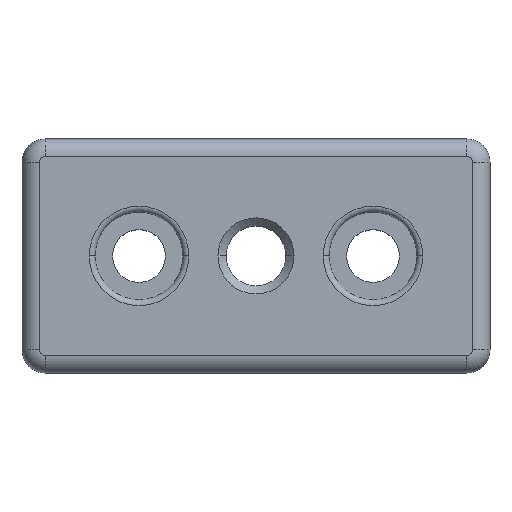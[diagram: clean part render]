
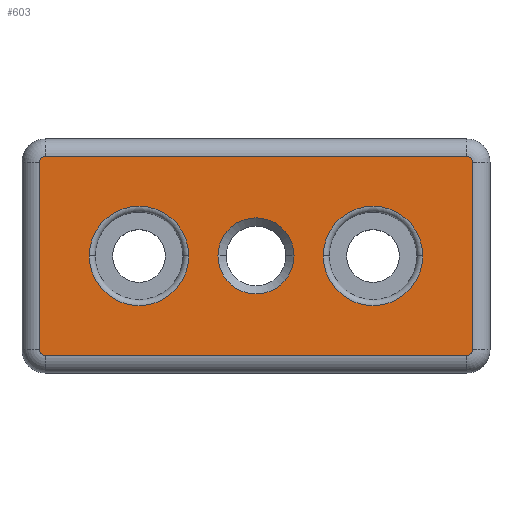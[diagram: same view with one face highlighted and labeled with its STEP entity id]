
A CAD part, top view. The second image highlights one B-rep face of the part: STEP entity #603.
In plain terms, the highlighted planar face has unit normal (0, 0, 1).
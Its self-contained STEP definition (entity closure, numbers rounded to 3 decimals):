
#123 = CARTESIAN_POINT ( 'NONE',  ( -20., 0., 16. ) ) ;
#141 = CARTESIAN_POINT ( 'NONE',  ( 37., -16., 16. ) ) ;
#186 = EDGE_CURVE ( 'NONE', #3783, #2461, #1240, .T. ) ;
#199 = DIRECTION ( 'NONE',  ( 0., 1., 0. ) ) ;
#233 = DIRECTION ( 'NONE',  ( -1., 0., 0. ) ) ;
#324 = CARTESIAN_POINT ( 'NONE',  ( -28.5, 0., 16. ) ) ;
#331 = VERTEX_POINT ( 'NONE', #4345 ) ;
#423 = DIRECTION ( 'NONE',  ( -1., 0., 0. ) ) ;
#438 = CIRCLE ( 'NONE', #1285, 6.5 ) ;
#449 = CARTESIAN_POINT ( 'NONE',  ( -20., 0., 16. ) ) ;
#586 = DIRECTION ( 'NONE',  ( -1., 0., 0. ) ) ;
#603 = ADVANCED_FACE ( 'NONE', ( #3100, #5251, #4028, #2811 ), #2968, .F. ) ;
#605 = CARTESIAN_POINT ( 'NONE',  ( 20., 0., 16. ) ) ;
#685 = LINE ( 'NONE', #1842, #2990 ) ;
#709 = ORIENTED_EDGE ( 'NONE', *, *, #1621, .T. ) ;
#735 = AXIS2_PLACEMENT_3D ( 'NONE', #3912, #1168, #3440 ) ;
#738 = CARTESIAN_POINT ( 'NONE',  ( -36., -17., 16. ) ) ;
#743 = ORIENTED_EDGE ( 'NONE', *, *, #5476, .T. ) ;
#767 = CARTESIAN_POINT ( 'NONE',  ( 40., -17., 16. ) ) ;
#845 = CARTESIAN_POINT ( 'NONE',  ( 20., 0., 16. ) ) ;
#888 = VERTEX_POINT ( 'NONE', #4610 ) ;
#920 = DIRECTION ( 'NONE',  ( -1., 0., 0. ) ) ;
#935 = ORIENTED_EDGE ( 'NONE', *, *, #3493, .T. ) ;
#974 = VERTEX_POINT ( 'NONE', #1591 ) ;
#999 = CARTESIAN_POINT ( 'NONE',  ( -11.5, 0., 16. ) ) ;
#1032 = CIRCLE ( 'NONE', #4364, 8.5 ) ;
#1078 = DIRECTION ( 'NONE',  ( -1., 0., 0. ) ) ;
#1131 = AXIS2_PLACEMENT_3D ( 'NONE', #5648, #3002, #233 ) ;
#1168 = DIRECTION ( 'NONE',  ( 0., 0., 1. ) ) ;
#1169 = LINE ( 'NONE', #767, #5885 ) ;
#1185 = CARTESIAN_POINT ( 'NONE',  ( -36., -16., 16. ) ) ;
#1240 = CIRCLE ( 'NONE', #735, 1. ) ;
#1248 = EDGE_LOOP ( 'NONE', ( #935, #2244 ) ) ;
#1285 = AXIS2_PLACEMENT_3D ( 'NONE', #1331, #4542, #1794 ) ;
#1294 = DIRECTION ( 'NONE',  ( -1., 0., 0. ) ) ;
#1331 = CARTESIAN_POINT ( 'NONE',  ( 0., 0., 16. ) ) ;
#1380 = LINE ( 'NONE', #2963, #3522 ) ;
#1487 = CARTESIAN_POINT ( 'NONE',  ( 11.5, 0., 16. ) ) ;
#1561 = AXIS2_PLACEMENT_3D ( 'NONE', #449, #3671, #920 ) ;
#1591 = CARTESIAN_POINT ( 'NONE',  ( 6.5, 0., 16. ) ) ;
#1621 = EDGE_CURVE ( 'NONE', #5263, #3783, #5521, .T. ) ;
#1643 = DIRECTION ( 'NONE',  ( -1., 0., 0. ) ) ;
#1696 = DIRECTION ( 'NONE',  ( 1., 0., 0. ) ) ;
#1721 = VERTEX_POINT ( 'NONE', #4629 ) ;
#1751 = EDGE_LOOP ( 'NONE', ( #4057, #3463 ) ) ;
#1794 = DIRECTION ( 'NONE',  ( -1., 0., 0. ) ) ;
#1842 = CARTESIAN_POINT ( 'NONE',  ( -37., -20., 16. ) ) ;
#1982 = ORIENTED_EDGE ( 'NONE', *, *, #4070, .T. ) ;
#2042 = DIRECTION ( 'NONE',  ( -1., 0., 0. ) ) ;
#2059 = EDGE_LOOP ( 'NONE', ( #5786, #1982, #3766, #709, #4391, #743, #4059, #5849 ) ) ;
#2083 = DIRECTION ( 'NONE',  ( 0., 0., 1. ) ) ;
#2089 = CIRCLE ( 'NONE', #1561, 8.5 ) ;
#2155 = CARTESIAN_POINT ( 'NONE',  ( 36., 17., 16. ) ) ;
#2174 = CARTESIAN_POINT ( 'NONE',  ( 36., -16., 16. ) ) ;
#2244 = ORIENTED_EDGE ( 'NONE', *, *, #3807, .T. ) ;
#2276 = VERTEX_POINT ( 'NONE', #324 ) ;
#2374 = CARTESIAN_POINT ( 'NONE',  ( -37., 16., 16. ) ) ;
#2425 = CARTESIAN_POINT ( 'NONE',  ( -6.5, 0., 16. ) ) ;
#2461 = VERTEX_POINT ( 'NONE', #2374 ) ;
#2484 = CIRCLE ( 'NONE', #1131, 6.5 ) ;
#2489 = CARTESIAN_POINT ( 'NONE',  ( 40., -20., 16. ) ) ;
#2590 = EDGE_CURVE ( 'NONE', #5068, #974, #438, .T. ) ;
#2644 = DIRECTION ( 'NONE',  ( -1., 0., 0. ) ) ;
#2658 = AXIS2_PLACEMENT_3D ( 'NONE', #2489, #5247, #2042 ) ;
#2692 = VERTEX_POINT ( 'NONE', #5064 ) ;
#2811 = FACE_BOUND ( 'NONE', #1751, .T. ) ;
#2963 = CARTESIAN_POINT ( 'NONE',  ( 37., -20., 16. ) ) ;
#2968 = PLANE ( 'NONE',  #2658 ) ;
#2990 = VECTOR ( 'NONE', #5092, 1000. ) ;
#3000 = EDGE_CURVE ( 'NONE', #888, #4804, #4332, .T. ) ;
#3002 = DIRECTION ( 'NONE',  ( 0., 0., -1. ) ) ;
#3088 = VECTOR ( 'NONE', #423, 1000. ) ;
#3100 = FACE_BOUND ( 'NONE', #3696, .T. ) ;
#3236 = EDGE_CURVE ( 'NONE', #2692, #3476, #1032, .T. ) ;
#3348 = DIRECTION ( 'NONE',  ( 0., 0., -1. ) ) ;
#3440 = DIRECTION ( 'NONE',  ( -1., 0., 0. ) ) ;
#3441 = VERTEX_POINT ( 'NONE', #999 ) ;
#3463 = ORIENTED_EDGE ( 'NONE', *, *, #3236, .T. ) ;
#3476 = VERTEX_POINT ( 'NONE', #1487 ) ;
#3493 = EDGE_CURVE ( 'NONE', #2276, #3441, #3526, .T. ) ;
#3522 = VECTOR ( 'NONE', #199, 1000. ) ;
#3526 = CIRCLE ( 'NONE', #5472, 8.5 ) ;
#3671 = DIRECTION ( 'NONE',  ( 0., 0., -1. ) ) ;
#3696 = EDGE_LOOP ( 'NONE', ( #3758, #5058 ) ) ;
#3715 = EDGE_CURVE ( 'NONE', #5601, #888, #1169, .T. ) ;
#3758 = ORIENTED_EDGE ( 'NONE', *, *, #4806, .T. ) ;
#3766 = ORIENTED_EDGE ( 'NONE', *, *, #5170, .T. ) ;
#3783 = VERTEX_POINT ( 'NONE', #5021 ) ;
#3807 = EDGE_CURVE ( 'NONE', #3441, #2276, #2089, .T. ) ;
#3820 = DIRECTION ( 'NONE',  ( 0., 0., -1. ) ) ;
#3860 = CIRCLE ( 'NONE', #5835, 8.5 ) ;
#3912 = CARTESIAN_POINT ( 'NONE',  ( -36., 16., 16. ) ) ;
#4028 = FACE_BOUND ( 'NONE', #1248, .T. ) ;
#4044 = DIRECTION ( 'NONE',  ( 0., 0., -1. ) ) ;
#4057 = ORIENTED_EDGE ( 'NONE', *, *, #4788, .T. ) ;
#4059 = ORIENTED_EDGE ( 'NONE', *, *, #4354, .T. ) ;
#4070 = EDGE_CURVE ( 'NONE', #4804, #1721, #1380, .T. ) ;
#4332 = CIRCLE ( 'NONE', #4799, 1. ) ;
#4345 = CARTESIAN_POINT ( 'NONE',  ( -37., -16., 16. ) ) ;
#4354 = EDGE_CURVE ( 'NONE', #331, #5601, #5598, .T. ) ;
#4364 = AXIS2_PLACEMENT_3D ( 'NONE', #845, #4044, #1294 ) ;
#4390 = DIRECTION ( 'NONE',  ( 0., 0., 1. ) ) ;
#4391 = ORIENTED_EDGE ( 'NONE', *, *, #186, .T. ) ;
#4432 = CIRCLE ( 'NONE', #5307, 1. ) ;
#4542 = DIRECTION ( 'NONE',  ( 0., 0., -1. ) ) ;
#4610 = CARTESIAN_POINT ( 'NONE',  ( 36., -17., 16. ) ) ;
#4629 = CARTESIAN_POINT ( 'NONE',  ( 37., 16., 16. ) ) ;
#4788 = EDGE_CURVE ( 'NONE', #3476, #2692, #3860, .T. ) ;
#4799 = AXIS2_PLACEMENT_3D ( 'NONE', #2174, #5390, #2644 ) ;
#4804 = VERTEX_POINT ( 'NONE', #141 ) ;
#4806 = EDGE_CURVE ( 'NONE', #974, #5068, #2484, .T. ) ;
#4850 = CARTESIAN_POINT ( 'NONE',  ( 36., 16., 16. ) ) ;
#5021 = CARTESIAN_POINT ( 'NONE',  ( -36., 17., 16. ) ) ;
#5058 = ORIENTED_EDGE ( 'NONE', *, *, #2590, .T. ) ;
#5064 = CARTESIAN_POINT ( 'NONE',  ( 28.5, 0., 16. ) ) ;
#5068 = VERTEX_POINT ( 'NONE', #2425 ) ;
#5092 = DIRECTION ( 'NONE',  ( 0., -1., 0. ) ) ;
#5170 = EDGE_CURVE ( 'NONE', #1721, #5263, #4432, .T. ) ;
#5247 = DIRECTION ( 'NONE',  ( 0., 0., -1. ) ) ;
#5251 = FACE_OUTER_BOUND ( 'NONE', #2059, .T. ) ;
#5263 = VERTEX_POINT ( 'NONE', #2155 ) ;
#5291 = DIRECTION ( 'NONE',  ( -1., 0., 0. ) ) ;
#5307 = AXIS2_PLACEMENT_3D ( 'NONE', #4850, #2083, #5291 ) ;
#5390 = DIRECTION ( 'NONE',  ( 0., 0., 1. ) ) ;
#5472 = AXIS2_PLACEMENT_3D ( 'NONE', #123, #3348, #586 ) ;
#5476 = EDGE_CURVE ( 'NONE', #2461, #331, #685, .T. ) ;
#5521 = LINE ( 'NONE', #5935, #3088 ) ;
#5598 = CIRCLE ( 'NONE', #5621, 1. ) ;
#5601 = VERTEX_POINT ( 'NONE', #738 ) ;
#5621 = AXIS2_PLACEMENT_3D ( 'NONE', #1185, #4390, #1643 ) ;
#5648 = CARTESIAN_POINT ( 'NONE',  ( 0., 0., 16. ) ) ;
#5786 = ORIENTED_EDGE ( 'NONE', *, *, #3000, .T. ) ;
#5835 = AXIS2_PLACEMENT_3D ( 'NONE', #605, #3820, #1078 ) ;
#5849 = ORIENTED_EDGE ( 'NONE', *, *, #3715, .T. ) ;
#5885 = VECTOR ( 'NONE', #1696, 1000. ) ;
#5935 = CARTESIAN_POINT ( 'NONE',  ( 40., 17., 16. ) ) ;
